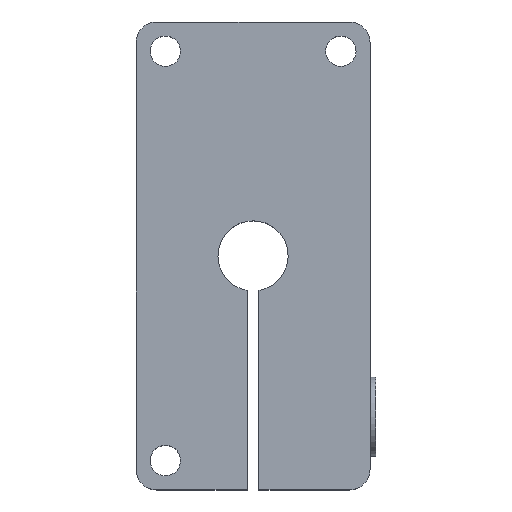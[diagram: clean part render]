
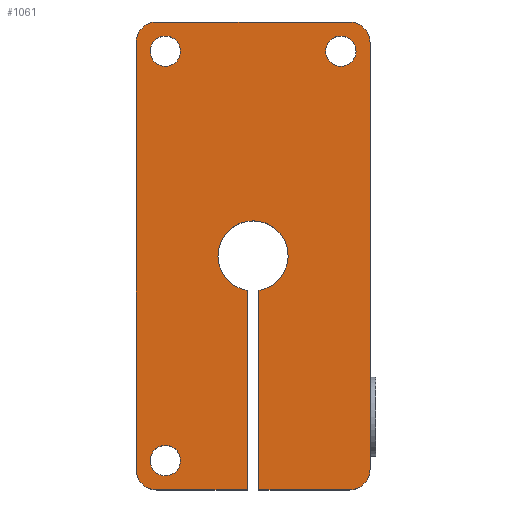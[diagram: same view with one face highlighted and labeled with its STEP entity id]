
A CAD part, top view. The second image highlights one B-rep face of the part: STEP entity #1061.
In plain terms, the highlighted planar face has unit normal (0, 0, 1).
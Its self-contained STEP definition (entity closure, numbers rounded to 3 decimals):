
#384=CARTESIAN_POINT('',(-12.4,35.0,7.5));
#385=VERTEX_POINT('',#384);
#386=CARTESIAN_POINT('',(-15.,35.0,7.5));
#387=DIRECTION('',(0.0,0.0,-1.0));
#388=DIRECTION('',(-1.0,0.0,0.0));
#389=AXIS2_PLACEMENT_3D('',#386,#387,#388);
#390=CIRCLE('',#389,2.6);
#391=EDGE_CURVE('',#385,#385,#390,.T.);
#494=CARTESIAN_POINT('',(-12.4,-35.0,7.5));
#495=VERTEX_POINT('',#494);
#496=CARTESIAN_POINT('',(-15.,-35.0,7.5));
#497=DIRECTION('',(0.0,0.0,-1.0));
#498=DIRECTION('',(-1.0,0.0,0.0));
#499=AXIS2_PLACEMENT_3D('',#496,#497,#498);
#500=CIRCLE('',#499,2.6);
#501=EDGE_CURVE('',#495,#495,#500,.T.);
#604=CARTESIAN_POINT('',(17.6,35.,7.5));
#605=VERTEX_POINT('',#604);
#606=CARTESIAN_POINT('',(15.,35.,7.5));
#607=DIRECTION('',(0.0,0.0,-1.0));
#608=DIRECTION('',(-1.0,0.0,0.0));
#609=AXIS2_PLACEMENT_3D('',#606,#607,#608);
#610=CIRCLE('',#609,2.6);
#611=EDGE_CURVE('',#605,#605,#610,.T.);
#742=CARTESIAN_POINT('',(16.5,-40.0,7.5));
#743=VERTEX_POINT('',#742);
#744=CARTESIAN_POINT('',(1.,-40.0,7.5));
#745=VERTEX_POINT('',#744);
#746=CARTESIAN_POINT('',(16.5,-40.0,7.5));
#747=DIRECTION('',(-1.0,0.0,0.0));
#748=VECTOR('',#747,15.5);
#749=LINE('',#746,#748);
#750=EDGE_CURVE('',#743,#745,#749,.T.);
#773=CARTESIAN_POINT('',(1.,-5.916,7.5));
#774=VERTEX_POINT('',#773);
#775=CARTESIAN_POINT('',(1.,-40.0,7.5));
#776=DIRECTION('',(0.0,1.0,0.0));
#777=VECTOR('',#776,34.084);
#778=LINE('',#775,#777);
#779=EDGE_CURVE('',#745,#774,#778,.T.);
#797=CARTESIAN_POINT('',(-1.,-5.916,7.5));
#798=VERTEX_POINT('',#797);
#799=CARTESIAN_POINT('',(0.0,0.0,7.5));
#800=DIRECTION('',(0.0,0.0,1.));
#801=DIRECTION('',(0.167,-0.986,0.0));
#802=AXIS2_PLACEMENT_3D('',#799,#800,#801);
#803=CIRCLE('',#802,6.);
#804=EDGE_CURVE('',#774,#798,#803,.T.);
#822=CARTESIAN_POINT('',(-1.,-40.0,7.5));
#823=VERTEX_POINT('',#822);
#824=CARTESIAN_POINT('',(-1.,-5.916,7.5));
#825=DIRECTION('',(0.0,-1.0,0.0));
#826=VECTOR('',#825,34.084);
#827=LINE('',#824,#826);
#828=EDGE_CURVE('',#798,#823,#827,.T.);
#846=CARTESIAN_POINT('',(-16.5,-40.0,7.5));
#847=VERTEX_POINT('',#846);
#848=CARTESIAN_POINT('',(-1.,-40.0,7.5));
#849=DIRECTION('',(-1.0,0.0,0.0));
#850=VECTOR('',#849,15.5);
#851=LINE('',#848,#850);
#852=EDGE_CURVE('',#823,#847,#851,.T.);
#870=CARTESIAN_POINT('',(-20.,-36.5,7.5));
#871=VERTEX_POINT('',#870);
#872=CARTESIAN_POINT('',(-16.5,-36.5,7.5));
#873=DIRECTION('',(0.0,0.0,-1.0));
#874=DIRECTION('',(1.0,0.0,0.0));
#875=AXIS2_PLACEMENT_3D('',#872,#873,#874);
#876=CIRCLE('',#875,3.5);
#877=EDGE_CURVE('',#847,#871,#876,.T.);
#895=CARTESIAN_POINT('',(-20.,36.5,7.5));
#896=VERTEX_POINT('',#895);
#897=CARTESIAN_POINT('',(-20.,-36.5,7.5));
#898=DIRECTION('',(0.0,1.0,0.0));
#899=VECTOR('',#898,73.0);
#900=LINE('',#897,#899);
#901=EDGE_CURVE('',#871,#896,#900,.T.);
#919=CARTESIAN_POINT('',(-16.5,40.0,7.5));
#920=VERTEX_POINT('',#919);
#921=CARTESIAN_POINT('',(-16.5,36.5,7.5));
#922=DIRECTION('',(0.0,0.0,-1.0));
#923=DIRECTION('',(0.0,-1.0,0.0));
#924=AXIS2_PLACEMENT_3D('',#921,#922,#923);
#925=CIRCLE('',#924,3.5);
#926=EDGE_CURVE('',#896,#920,#925,.T.);
#944=CARTESIAN_POINT('',(16.5,40.,7.5));
#945=VERTEX_POINT('',#944);
#946=CARTESIAN_POINT('',(-16.5,40.0,7.5));
#947=DIRECTION('',(1.0,0.0,0.0));
#948=VECTOR('',#947,33.0);
#949=LINE('',#946,#948);
#950=EDGE_CURVE('',#920,#945,#949,.T.);
#968=CARTESIAN_POINT('',(20.,36.5,7.5));
#969=VERTEX_POINT('',#968);
#970=CARTESIAN_POINT('',(16.5,36.5,7.5));
#971=DIRECTION('',(0.0,0.0,-1.0));
#972=DIRECTION('',(-1.0,0.0,0.0));
#973=AXIS2_PLACEMENT_3D('',#970,#971,#972);
#974=CIRCLE('',#973,3.5);
#975=EDGE_CURVE('',#945,#969,#974,.T.);
#993=CARTESIAN_POINT('',(20.,-36.5,7.5));
#994=VERTEX_POINT('',#993);
#995=CARTESIAN_POINT('',(20.,36.5,7.5));
#996=DIRECTION('',(0.0,-1.0,0.0));
#997=VECTOR('',#996,73.0);
#998=LINE('',#995,#997);
#999=EDGE_CURVE('',#969,#994,#998,.T.);
#1020=CARTESIAN_POINT('',(16.5,-36.5,7.5));
#1021=DIRECTION('',(0.0,0.0,-1.0));
#1022=DIRECTION('',(0.0,1.0,0.0));
#1023=AXIS2_PLACEMENT_3D('',#1020,#1021,#1022);
#1024=CIRCLE('',#1023,3.5);
#1025=EDGE_CURVE('',#994,#743,#1024,.T.);
#1033=CARTESIAN_POINT('',(0.,-4.447,7.5));
#1034=DIRECTION('',(0.0,0.0,1.0));
#1035=DIRECTION('',(1.0,0.0,0.0));
#1036=AXIS2_PLACEMENT_3D('',#1033,#1034,#1035);
#1037=PLANE('',#1036);
#1038=ORIENTED_EDGE('',*,*,#750,.F.);
#1039=ORIENTED_EDGE('',*,*,#1025,.F.);
#1040=ORIENTED_EDGE('',*,*,#999,.F.);
#1041=ORIENTED_EDGE('',*,*,#975,.F.);
#1042=ORIENTED_EDGE('',*,*,#950,.F.);
#1043=ORIENTED_EDGE('',*,*,#926,.F.);
#1044=ORIENTED_EDGE('',*,*,#901,.F.);
#1045=ORIENTED_EDGE('',*,*,#877,.F.);
#1046=ORIENTED_EDGE('',*,*,#852,.F.);
#1047=ORIENTED_EDGE('',*,*,#828,.F.);
#1048=ORIENTED_EDGE('',*,*,#804,.F.);
#1049=ORIENTED_EDGE('',*,*,#779,.F.);
#1050=EDGE_LOOP('',(#1038,#1039,#1040,#1041,#1042,#1043,#1044,#1045,#1046,#1047,#1048,#1049));
#1051=FACE_OUTER_BOUND('',#1050,.T.);
#1052=ORIENTED_EDGE('',*,*,#391,.T.);
#1053=EDGE_LOOP('',(#1052));
#1054=FACE_BOUND('',#1053,.T.);
#1055=ORIENTED_EDGE('',*,*,#501,.T.);
#1056=EDGE_LOOP('',(#1055));
#1057=FACE_BOUND('',#1056,.T.);
#1058=ORIENTED_EDGE('',*,*,#611,.T.);
#1059=EDGE_LOOP('',(#1058));
#1060=FACE_BOUND('',#1059,.T.);
#1061=ADVANCED_FACE('',(#1051,#1054,#1057,#1060),#1037,.T.);
